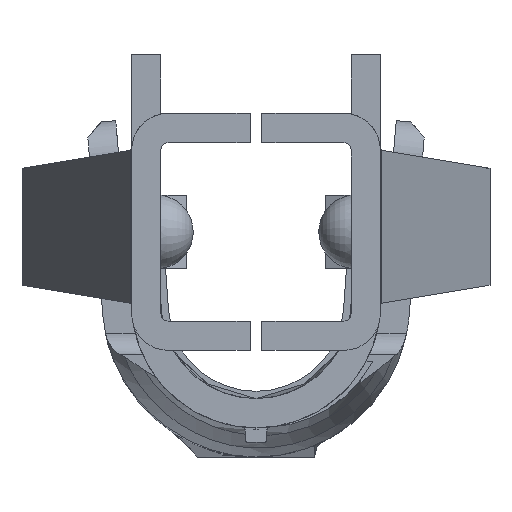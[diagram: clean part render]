
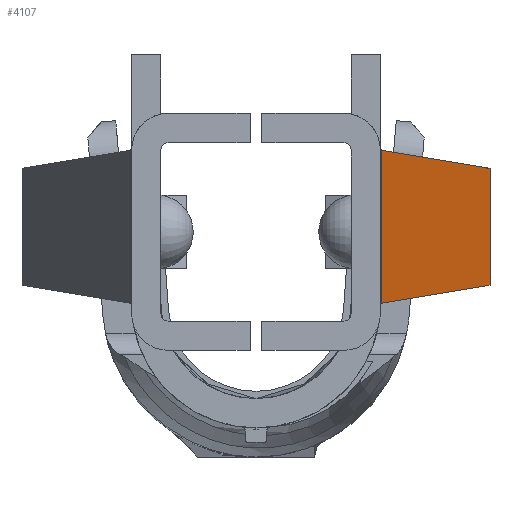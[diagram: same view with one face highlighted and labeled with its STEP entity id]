
A CAD part, front view. The second image highlights one B-rep face of the part: STEP entity #4107.
In plain terms, the highlighted planar face has unit normal (0.894, -0.448, 0).
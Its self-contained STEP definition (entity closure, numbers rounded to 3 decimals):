
#1034=ORIENTED_EDGE('',*,*,#1988,.F.);
#1035=ORIENTED_EDGE('',*,*,#1989,.F.);
#1036=ORIENTED_EDGE('',*,*,#1985,.T.);
#1037=ORIENTED_EDGE('',*,*,#1990,.F.);
#1985=EDGE_CURVE('',#2460,#2459,#2817,.T.);
#1988=EDGE_CURVE('',#2462,#2463,#2819,.T.);
#1989=EDGE_CURVE('',#2460,#2462,#2820,.T.);
#1990=EDGE_CURVE('',#2463,#2459,#2821,.T.);
#2459=VERTEX_POINT('',#7486);
#2460=VERTEX_POINT('',#7488);
#2462=VERTEX_POINT('',#7494);
#2463=VERTEX_POINT('',#7495);
#2817=LINE('',#7487,#3202);
#2819=LINE('',#7493,#3204);
#2820=LINE('',#7496,#3205);
#2821=LINE('',#7497,#3206);
#3202=VECTOR('',#5245,1000.);
#3204=VECTOR('',#5251,1000.);
#3205=VECTOR('',#5252,1000.);
#3206=VECTOR('',#5253,1000.);
#3453=EDGE_LOOP('',(#1034,#1035,#1036,#1037));
#3710=FACE_BOUND('',#3453,.T.);
#3917=PLANE('',#4438);
#4107=ADVANCED_FACE('',(#3710),#3917,.F.);
#4438=AXIS2_PLACEMENT_3D('',#7492,#5249,#5250);
#5245=DIRECTION('',(0.,0.,-1.));
#5249=DIRECTION('',(-0.894,0.448,0.));
#5250=DIRECTION('',(-0.448,-0.894,0.));
#5251=DIRECTION('',(0.,0.,-1.));
#5252=DIRECTION('',(0.446,0.892,-0.074));
#5253=DIRECTION('',(-0.446,-0.892,-0.074));
#7486=CARTESIAN_POINT('',(0.855,-9.678,0.852));
#7487=CARTESIAN_POINT('',(0.855,-9.678,1.9));
#7488=CARTESIAN_POINT('',(0.855,-9.678,1.898));
#7492=CARTESIAN_POINT('',(0.855,-9.678,1.9));
#7493=CARTESIAN_POINT('',(1.6,-8.19,1.9));
#7494=CARTESIAN_POINT('',(1.6,-8.19,1.775));
#7495=CARTESIAN_POINT('',(1.6,-8.19,0.975));
#7496=CARTESIAN_POINT('',(0.845,-9.698,1.9));
#7497=CARTESIAN_POINT('',(1.6,-8.19,0.975));
